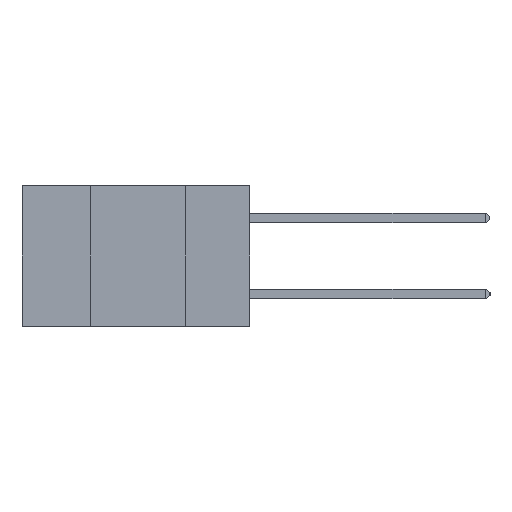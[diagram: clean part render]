
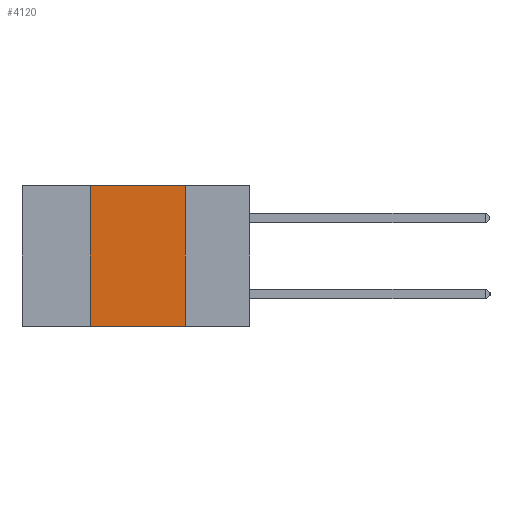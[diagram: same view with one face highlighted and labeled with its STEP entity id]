
A CAD part, left-side view. The second image highlights one B-rep face of the part: STEP entity #4120.
In plain terms, the highlighted planar face has unit normal (-1, 0, 0).
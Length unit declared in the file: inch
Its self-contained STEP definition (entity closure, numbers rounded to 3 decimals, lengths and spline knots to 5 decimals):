
#58 = CARTESIAN_POINT ( 'NONE',  ( 0., 0.42, -0.37 ) ) ;
#1452 = CARTESIAN_POINT ( 'NONE',  ( 0., 0.6, 0. ) ) ;
#1906 = LINE ( 'NONE', #3842, #18862 ) ;
#2274 = CARTESIAN_POINT ( 'NONE',  ( 0., 0.6, 0. ) ) ;
#3170 = VERTEX_POINT ( 'NONE', #58 ) ;
#3194 = VECTOR ( 'NONE', #12610, 39.37008 ) ;
#3842 = CARTESIAN_POINT ( 'NONE',  ( 0., 0.6, -0.37 ) ) ;
#4120 = ADVANCED_FACE ( 'NONE', ( #7861 ), #5400, .F. ) ;
#5002 = EDGE_CURVE ( 'NONE', #18214, #5751, #20194, .T. ) ;
#5400 = PLANE ( 'NONE',  #7819 ) ;
#5471 = DIRECTION ( 'NONE',  ( 1., 0., 0. ) ) ;
#5751 = VERTEX_POINT ( 'NONE', #9001 ) ;
#7819 = AXIS2_PLACEMENT_3D ( 'NONE', #2274, #5471, #16638 ) ;
#7861 = FACE_OUTER_BOUND ( 'NONE', #19921, .T. ) ;
#8557 = DIRECTION ( 'NONE',  ( 0., 0., 1. ) ) ;
#9001 = CARTESIAN_POINT ( 'NONE',  ( 0., 0.17, 0. ) ) ;
#9049 = EDGE_CURVE ( 'NONE', #3170, #18214, #12308, .T. ) ;
#10044 = ORIENTED_EDGE ( 'NONE', *, *, #5002, .F. ) ;
#10994 = DIRECTION ( 'NONE',  ( 0., -1., 0. ) ) ;
#11144 = CARTESIAN_POINT ( 'NONE',  ( 0., 0.17, 0. ) ) ;
#11591 = EDGE_CURVE ( 'NONE', #5751, #15062, #19648, .T. ) ;
#11818 = VECTOR ( 'NONE', #8557, 39.37008 ) ;
#11864 = EDGE_CURVE ( 'NONE', #3170, #15062, #1906, .T. ) ;
#11983 = ORIENTED_EDGE ( 'NONE', *, *, #11591, .F. ) ;
#12308 = LINE ( 'NONE', #16536, #11818 ) ;
#12610 = DIRECTION ( 'NONE',  ( 0., 0., -1. ) ) ;
#12707 = VECTOR ( 'NONE', #10994, 39.37008 ) ;
#13368 = DIRECTION ( 'NONE',  ( 0., -1., 0. ) ) ;
#15062 = VERTEX_POINT ( 'NONE', #15584 ) ;
#15584 = CARTESIAN_POINT ( 'NONE',  ( 0., 0.17, -0.37 ) ) ;
#16536 = CARTESIAN_POINT ( 'NONE',  ( 0., 0.42, 0. ) ) ;
#16638 = DIRECTION ( 'NONE',  ( 0., 0., -1. ) ) ;
#17893 = ORIENTED_EDGE ( 'NONE', *, *, #11864, .T. ) ;
#18214 = VERTEX_POINT ( 'NONE', #18327 ) ;
#18327 = CARTESIAN_POINT ( 'NONE',  ( 0., 0.42, 0. ) ) ;
#18862 = VECTOR ( 'NONE', #13368, 39.37008 ) ;
#19039 = ORIENTED_EDGE ( 'NONE', *, *, #9049, .F. ) ;
#19648 = LINE ( 'NONE', #11144, #3194 ) ;
#19921 = EDGE_LOOP ( 'NONE', ( #11983, #10044, #19039, #17893 ) ) ;
#20194 = LINE ( 'NONE', #1452, #12707 ) ;
